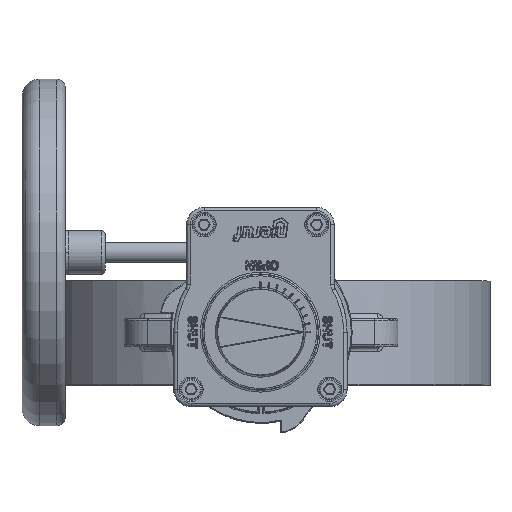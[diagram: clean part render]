
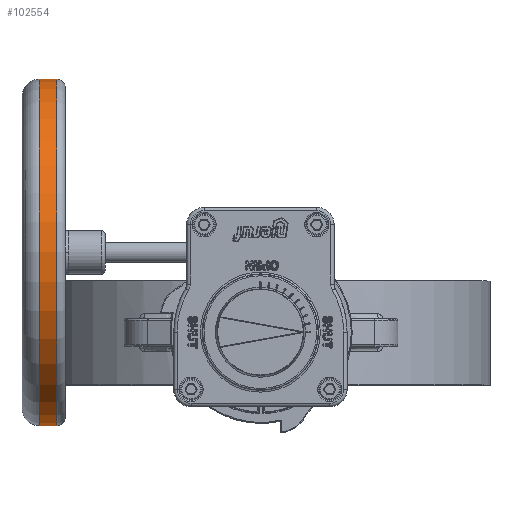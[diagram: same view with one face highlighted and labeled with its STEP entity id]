
A CAD part, top view. The second image highlights one B-rep face of the part: STEP entity #102554.
In plain terms, the highlighted cylindrical face has radius 100 mm (diameter 200 mm), a partial arc.
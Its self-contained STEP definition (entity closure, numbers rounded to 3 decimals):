
#102513=CARTESIAN_POINT('',(-137.922,46.,281.99));
#102514=DIRECTION('',(1.,0.,0.));
#102515=DIRECTION('',(0.,1.,-0.));
#102516=AXIS2_PLACEMENT_3D('',#102513,#102514,#102515);
#102517=CYLINDRICAL_SURFACE('',#102516,100.);
#102518=CARTESIAN_POINT('',(-117.821,146.,281.99));
#102519=VERTEX_POINT('',#102518);
#102520=CARTESIAN_POINT('',(-127.922,146.,281.99));
#102521=VERTEX_POINT('',#102520);
#102522=CARTESIAN_POINT('',(-117.821,146.,281.99));
#102523=DIRECTION('',(-1.,-0.,-0.));
#102524=VECTOR('',#102523,10.101);
#102525=LINE('',#102522,#102524);
#102526=EDGE_CURVE('',#102519,#102521,#102525,.T.);
#102527=ORIENTED_EDGE('',*,*,#102526,.T.);
#102528=CARTESIAN_POINT('',(-127.922,-54.,281.99));
#102529=VERTEX_POINT('',#102528);
#102530=CARTESIAN_POINT('',(-127.922,46.,281.99));
#102531=DIRECTION('',(1.,0.,0.));
#102532=DIRECTION('',(0.,1.,-0.));
#102533=AXIS2_PLACEMENT_3D('',#102530,#102531,#102532);
#102534=CIRCLE('',#102533,100.);
#102535=EDGE_CURVE('',#102521,#102529,#102534,.T.);
#102536=ORIENTED_EDGE('',*,*,#102535,.T.);
#102537=CARTESIAN_POINT('',(-117.821,-54.,281.99));
#102538=VERTEX_POINT('',#102537);
#102539=CARTESIAN_POINT('',(-117.821,-54.,281.99));
#102540=DIRECTION('',(-1.,-0.,-0.));
#102541=VECTOR('',#102540,10.101);
#102542=LINE('',#102539,#102541);
#102543=EDGE_CURVE('',#102538,#102529,#102542,.T.);
#102544=ORIENTED_EDGE('',*,*,#102543,.F.);
#102545=CARTESIAN_POINT('',(-117.821,46.,281.99));
#102546=DIRECTION('',(-1.,-0.,-0.));
#102547=DIRECTION('',(0.,1.,-0.));
#102548=AXIS2_PLACEMENT_3D('',#102545,#102546,#102547);
#102549=CIRCLE('',#102548,100.);
#102550=EDGE_CURVE('',#102538,#102519,#102549,.T.);
#102551=ORIENTED_EDGE('',*,*,#102550,.T.);
#102552=EDGE_LOOP('',(#102527,#102536,#102544,#102551));
#102553=FACE_BOUND('',#102552,.T.);
#102554=ADVANCED_FACE('',(#102553),#102517,.T.);
